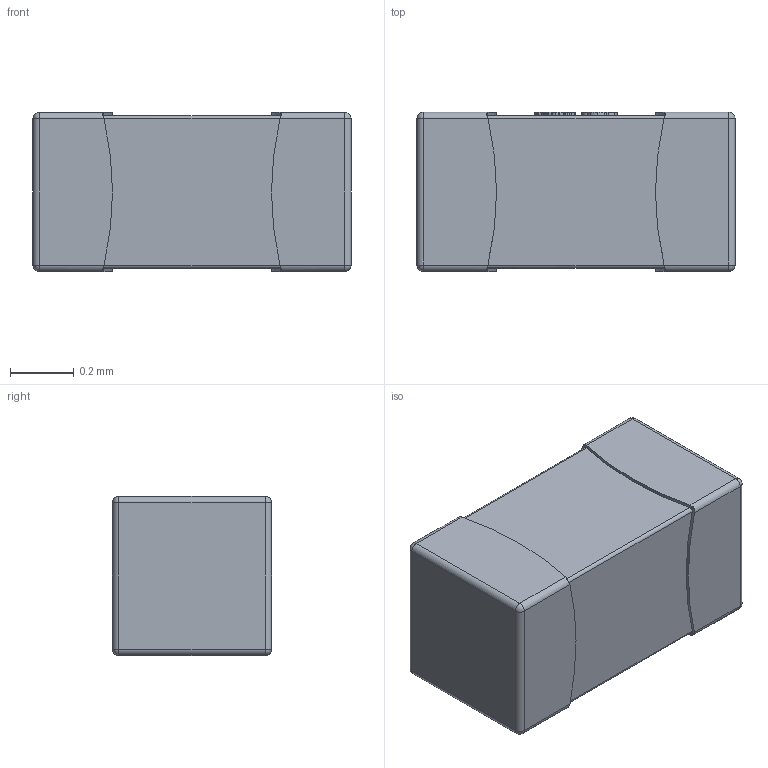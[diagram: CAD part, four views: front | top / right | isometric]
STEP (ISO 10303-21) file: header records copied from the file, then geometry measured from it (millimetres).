
FILE_DESCRIPTION(/* description */ ('Designed by EasyEDA Pro','CAx-IF Rec.Pracs.---Representation and Presentation of Product Manufacturing Information (PMI)---4.0---2014-10-13'),/* implementation_level */ '2;1');
FILE_NAME(/* name */ 'L0402.step',/* time_stamp */ '2025-01-17T16:32:57+08:00',/* author */ (''),/* organization */ (''),/* preprocessor_version */ 'ST-DEVELOPER v20',/* originating_system */ 'Autodesk Translation Framework v13.20.0.188',/* authorisation */ '');
FILE_SCHEMA (('AP242_MANAGED_MODEL_BASED_3D_ENGINEERING_MIM_LF { 1 0 10303 442 1 1 4 }'));
Length unit declared in the file: millimetre
Products named in the file (3): DyUI-PCBModel; DyUI-Board; DyUI-U1-L0402
Assembly tree (2 placements, depth 2):
  DyUI-PCBModel
    DyUI-Board
    DyUI-U1-L0402
Bounding box: 1 x 0.5 x 0.5 mm (x, y, z)
Volume: 0.2 mm3; surface area: 2.5 mm2
Topology: 1 solids, 1 shells, 360 faces, 956 edges, 616 vertices
Faces by surface type: plane 196, bspline 108, cylinder 48, sphere 8
Entity records: 12595 total; most frequent: CARTESIAN_POINT 3961, ORIENTED_EDGE 1896, DIRECTION 1494, EDGE_CURVE 948, LINE 620, VECTOR 620, VERTEX_POINT 616, AXIS2_PLACEMENT_3D 437
